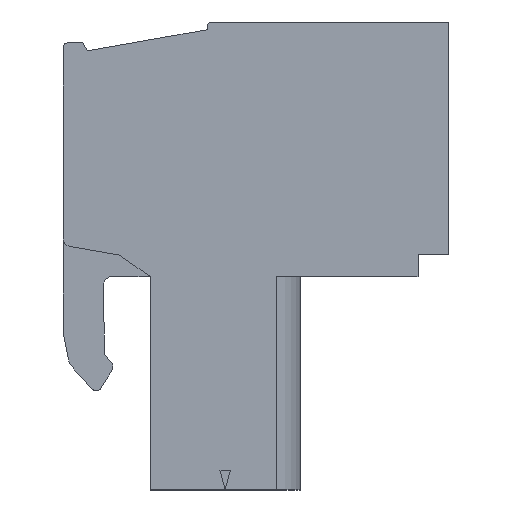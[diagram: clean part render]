
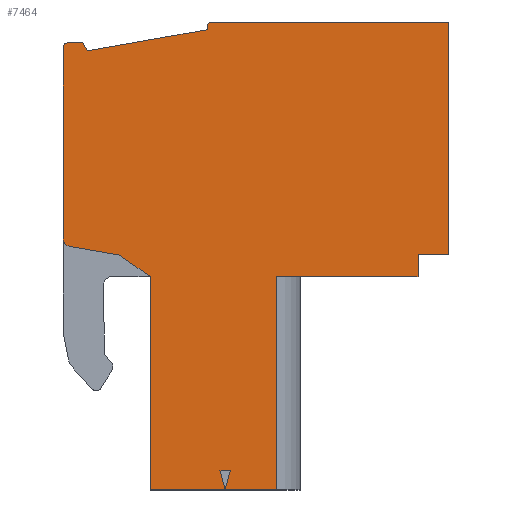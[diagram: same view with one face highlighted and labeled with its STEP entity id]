
A CAD part, left-side view. The second image highlights one B-rep face of the part: STEP entity #7464.
In plain terms, the highlighted face is planar.
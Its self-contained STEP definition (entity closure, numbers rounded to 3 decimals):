
#111=CIRCLE('',#7860,0.3);
#152=CIRCLE('',#7964,0.2);
#153=CIRCLE('',#7965,0.2);
#342=VERTEX_POINT('',#10106);
#343=VERTEX_POINT('',#10108);
#364=VERTEX_POINT('',#10161);
#367=VERTEX_POINT('',#10166);
#398=VERTEX_POINT('',#10227);
#399=VERTEX_POINT('',#10229);
#453=VERTEX_POINT('',#10356);
#454=VERTEX_POINT('',#10357);
#457=VERTEX_POINT('',#10365);
#502=VERTEX_POINT('',#10487);
#512=VERTEX_POINT('',#10520);
#513=VERTEX_POINT('',#10522);
#533=VERTEX_POINT('',#10576);
#534=VERTEX_POINT('',#10577);
#535=VERTEX_POINT('',#10579);
#536=VERTEX_POINT('',#10582);
#537=VERTEX_POINT('',#10584);
#538=VERTEX_POINT('',#10586);
#539=VERTEX_POINT('',#10588);
#540=VERTEX_POINT('',#10592);
#541=VERTEX_POINT('',#10595);
#1131=VECTOR('',#8467,1.);
#1148=VECTOR('',#8508,1.);
#1194=VECTOR('',#8595,1.);
#1198=VECTOR('',#8600,1.);
#1201=VECTOR('',#8604,1.);
#1242=VECTOR('',#8697,1.);
#1258=VECTOR('',#8723,1.);
#1281=VECTOR('',#8759,1.);
#1282=VECTOR('',#8760,1.);
#1283=VECTOR('',#8761,1.);
#1284=VECTOR('',#8762,1.);
#1285=VECTOR('',#8763,1.);
#1286=VECTOR('',#8764,1.);
#1287=VECTOR('',#8765,1.);
#1288=VECTOR('',#8768,1.);
#1289=VECTOR('',#8771,1.);
#1290=VECTOR('',#8772,1.);
#1291=VECTOR('',#8773,1.);
#2013=LINE('',#10167,#1131);
#2030=LINE('',#10228,#1148);
#2076=LINE('',#10355,#1194);
#2080=LINE('',#10364,#1198);
#2083=LINE('',#10370,#1201);
#2124=LINE('',#10486,#1242);
#2140=LINE('',#10521,#1258);
#2163=LINE('',#10575,#1281);
#2164=LINE('',#10578,#1282);
#2165=LINE('',#10580,#1283);
#2166=LINE('',#10581,#1284);
#2167=LINE('',#10583,#1285);
#2168=LINE('',#10585,#1286);
#2169=LINE('',#10587,#1287);
#2170=LINE('',#10590,#1288);
#2171=LINE('',#10593,#1289);
#2172=LINE('',#10594,#1290);
#2173=LINE('',#10596,#1291);
#2871=EDGE_CURVE('',#343,#342,#111,.T.);
#2899=EDGE_CURVE('',#367,#364,#2013,.T.);
#2930=EDGE_CURVE('',#399,#398,#2030,.T.);
#2995=EDGE_CURVE('',#453,#454,#2076,.T.);
#2999=EDGE_CURVE('',#457,#453,#2080,.T.);
#3002=EDGE_CURVE('',#454,#457,#2083,.T.);
#3062=EDGE_CURVE('',#502,#364,#2124,.T.);
#3080=EDGE_CURVE('',#513,#512,#2140,.T.);
#3108=EDGE_CURVE('',#533,#534,#2163,.T.);
#3109=EDGE_CURVE('',#535,#534,#2164,.T.);
#3110=EDGE_CURVE('',#535,#399,#2165,.T.);
#3111=EDGE_CURVE('',#398,#536,#2166,.T.);
#3112=EDGE_CURVE('',#536,#537,#2167,.T.);
#3113=EDGE_CURVE('',#538,#537,#2168,.T.);
#3114=EDGE_CURVE('',#539,#538,#2169,.T.);
#3115=EDGE_CURVE('',#539,#502,#152,.T.);
#3116=EDGE_CURVE('',#513,#367,#2170,.T.);
#3117=EDGE_CURVE('',#512,#540,#153,.T.);
#3118=EDGE_CURVE('',#343,#540,#2171,.T.);
#3119=EDGE_CURVE('',#541,#342,#2172,.T.);
#3120=EDGE_CURVE('',#533,#541,#2173,.T.);
#4358=ORIENTED_EDGE('',*,*,#2995,.T.);
#4359=ORIENTED_EDGE('',*,*,#3002,.T.);
#4360=ORIENTED_EDGE('',*,*,#2999,.T.);
#4361=ORIENTED_EDGE('',*,*,#3108,.T.);
#4362=ORIENTED_EDGE('',*,*,#3109,.F.);
#4363=ORIENTED_EDGE('',*,*,#3110,.T.);
#4364=ORIENTED_EDGE('',*,*,#2930,.T.);
#4365=ORIENTED_EDGE('',*,*,#3111,.T.);
#4366=ORIENTED_EDGE('',*,*,#3112,.T.);
#4367=ORIENTED_EDGE('',*,*,#3113,.F.);
#4368=ORIENTED_EDGE('',*,*,#3114,.F.);
#4369=ORIENTED_EDGE('',*,*,#3115,.T.);
#4370=ORIENTED_EDGE('',*,*,#3062,.T.);
#4371=ORIENTED_EDGE('',*,*,#2899,.F.);
#4372=ORIENTED_EDGE('',*,*,#3116,.F.);
#4373=ORIENTED_EDGE('',*,*,#3080,.T.);
#4374=ORIENTED_EDGE('',*,*,#3117,.T.);
#4375=ORIENTED_EDGE('',*,*,#3118,.F.);
#4376=ORIENTED_EDGE('',*,*,#2871,.T.);
#4377=ORIENTED_EDGE('',*,*,#3119,.F.);
#4378=ORIENTED_EDGE('',*,*,#3120,.F.);
#6457=EDGE_LOOP('',(#4358,#4359,#4360));
#6458=EDGE_LOOP('',(#4361,#4362,#4363,#4364,#4365,#4366,#4367,#4368,#4369,
#4370,#4371,#4372,#4373,#4374,#4375,#4376,#4377,#4378));
#6962=FACE_BOUND('',#6457,.T.);
#6963=FACE_BOUND('',#6458,.T.);
#7464=ADVANCED_FACE('',(#6962,#6963),#12352,.T.);
#7860=AXIS2_PLACEMENT_3D('',#10107,#8427,#8428);
#7963=AXIS2_PLACEMENT_3D('',#10574,#8758,$);
#7964=AXIS2_PLACEMENT_3D('',#10589,#8766,#8767);
#7965=AXIS2_PLACEMENT_3D('',#10591,#8769,#8770);
#8427=DIRECTION('',(0.,0.,1.));
#8428=DIRECTION('',(0.3,0.,0.));
#8467=DIRECTION('',(0.174,-0.985,0.));
#8508=DIRECTION('',(0.,-1.,0.));
#8595=DIRECTION('',(0.,-1.,0.));
#8600=DIRECTION('',(0.966,0.259,0.));
#8604=DIRECTION('',(-0.966,0.259,0.));
#8697=DIRECTION('',(-1.,0.,0.));
#8723=DIRECTION('',(-0.044,0.999,0.));
#8758=DIRECTION('',(0.,0.,1.));
#8759=DIRECTION('',(-1.,0.,0.));
#8760=DIRECTION('',(0.,1.,0.));
#8761=DIRECTION('',(1.,0.,0.));
#8762=DIRECTION('',(1.,0.,0.));
#8763=DIRECTION('',(0.,-1.,0.));
#8764=DIRECTION('',(-1.,0.,0.));
#8765=DIRECTION('',(0.,-1.,0.));
#8766=DIRECTION('',(0.,0.,1.));
#8767=DIRECTION('',(0.2,0.,0.));
#8768=DIRECTION('',(-0.866,-0.5,0.));
#8769=DIRECTION('',(0.,0.,1.));
#8770=DIRECTION('',(0.2,0.,0.));
#8771=DIRECTION('',(1.,0.,0.));
#8772=DIRECTION('',(0.174,0.985,0.));
#8773=DIRECTION('',(0.575,0.818,0.));
#10106=CARTESIAN_POINT('',(49.903,52.665,2.5));
#10107=CARTESIAN_POINT('',(50.198,52.613,2.5));
#10108=CARTESIAN_POINT('',(50.198,52.913,2.5));
#10161=CARTESIAN_POINT('',(58.327,47.313,2.5));
#10166=CARTESIAN_POINT('',(57.506,51.966,2.5));
#10167=CARTESIAN_POINT('',(66.669,0.,2.5));
#10227=CARTESIAN_POINT('',(48.727,39.113,2.5));
#10228=CARTESIAN_POINT('',(48.727,0.,2.5));
#10229=CARTESIAN_POINT('',(48.727,44.613,2.5));
#10355=CARTESIAN_POINT('',(41.177,4.97,2.5));
#10356=CARTESIAN_POINT('',(41.177,46.814,2.5));
#10357=CARTESIAN_POINT('',(41.177,46.412,2.5));
#10364=CARTESIAN_POINT('',(0.1,35.807,2.5));
#10365=CARTESIAN_POINT('',(40.427,46.613,2.5));
#10370=CARTESIAN_POINT('',(0.1,57.418,2.5));
#10486=CARTESIAN_POINT('',(0.1,47.313,2.5));
#10487=CARTESIAN_POINT('',(58.427,47.313,2.5));
#10520=CARTESIAN_POINT('',(57.822,52.721,2.5));
#10521=CARTESIAN_POINT('',(60.124,0.,2.5));
#10522=CARTESIAN_POINT('',(57.847,52.163,2.5));
#10574=CARTESIAN_POINT('',(0.1,0.,2.5));
#10575=CARTESIAN_POINT('',(0.1,49.528,2.5));
#10576=CARTESIAN_POINT('',(48.727,49.528,2.5));
#10577=CARTESIAN_POINT('',(40.427,49.528,2.5));
#10578=CARTESIAN_POINT('',(40.427,4.97,2.5));
#10579=CARTESIAN_POINT('',(40.427,44.613,2.5));
#10580=CARTESIAN_POINT('',(0.1,44.613,2.5));
#10581=CARTESIAN_POINT('',(0.1,39.113,2.5));
#10582=CARTESIAN_POINT('',(49.597,39.113,2.5));
#10583=CARTESIAN_POINT('',(49.597,0.,2.5));
#10584=CARTESIAN_POINT('',(49.597,37.913,2.5));
#10585=CARTESIAN_POINT('',(0.1,37.913,2.5));
#10586=CARTESIAN_POINT('',(58.627,37.913,2.5));
#10587=CARTESIAN_POINT('',(58.627,0.,2.5));
#10588=CARTESIAN_POINT('',(58.627,47.113,2.5));
#10589=CARTESIAN_POINT('',(58.427,47.113,2.5));
#10590=CARTESIAN_POINT('',(0.1,18.823,2.5));
#10591=CARTESIAN_POINT('',(57.622,52.713,2.5));
#10592=CARTESIAN_POINT('',(57.622,52.913,2.5));
#10593=CARTESIAN_POINT('',(0.1,52.913,2.5));
#10594=CARTESIAN_POINT('',(49.559,50.713,2.5));
#10595=CARTESIAN_POINT('',(49.559,50.713,2.5));
#10596=CARTESIAN_POINT('',(48.727,49.528,2.5));
#12352=PLANE('',#7963);
